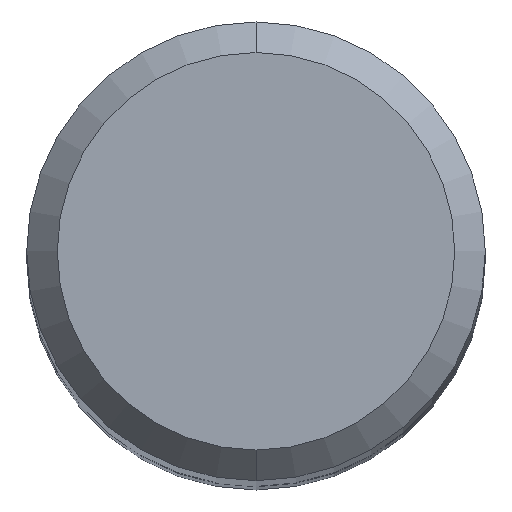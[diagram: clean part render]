
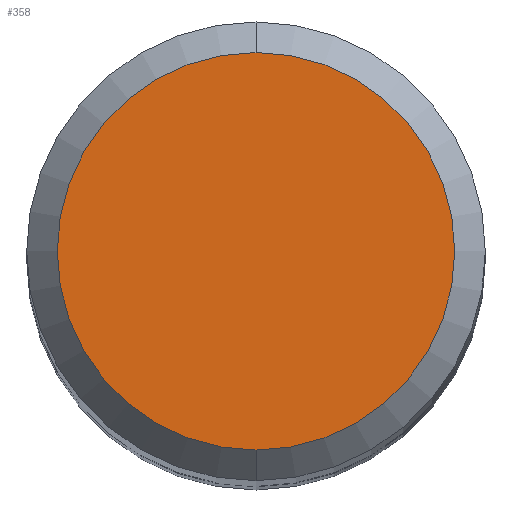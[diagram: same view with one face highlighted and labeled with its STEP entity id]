
A CAD part, top view. The second image highlights one B-rep face of the part: STEP entity #358.
In plain terms, the highlighted planar face has unit normal (0, 0, 1).
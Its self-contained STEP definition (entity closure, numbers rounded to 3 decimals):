
#248=EDGE_CURVE('',#336,#368,#534,.T.);
#328=EDGE_CURVE('',#368,#336,#620,.T.);
#336=VERTEX_POINT('',#628);
#358=ADVANCED_FACE('',(#652),#653,.T.);
#368=VERTEX_POINT('',#665);
#534=CIRCLE('',#937,2.6);
#620=CIRCLE('',#1127,2.6);
#628=CARTESIAN_POINT('',(0.0,2.6,0.0));
#652=FACE_OUTER_BOUND('',#1180,.T.);
#653=PLANE('',#1181);
#665=CARTESIAN_POINT('',(0.,-2.6,0.0));
#937=AXIS2_PLACEMENT_3D('',#1416,#1417,#1418);
#1127=AXIS2_PLACEMENT_3D('',#1489,#1490,#1491);
#1180=EDGE_LOOP('',(#1526,#1527));
#1181=AXIS2_PLACEMENT_3D('',#1528,#1529,#1530);
#1416=CARTESIAN_POINT('',(0.0,0.0,0.0));
#1417=DIRECTION('',(0.0,0.0,-1.0));
#1418=DIRECTION('',(0.0,1.0,0.0));
#1489=CARTESIAN_POINT('',(0.0,0.0,0.0));
#1490=DIRECTION('',(0.0,0.0,-1.0));
#1491=DIRECTION('',(0.0,1.0,0.0));
#1526=ORIENTED_EDGE('',*,*,#248,.F.);
#1527=ORIENTED_EDGE('',*,*,#328,.F.);
#1528=CARTESIAN_POINT('',(0.0,1.3,0.0));
#1529=DIRECTION('',(-0.0,0.0,1.0));
#1530=DIRECTION('',(0.0,-1.0,0.0));
